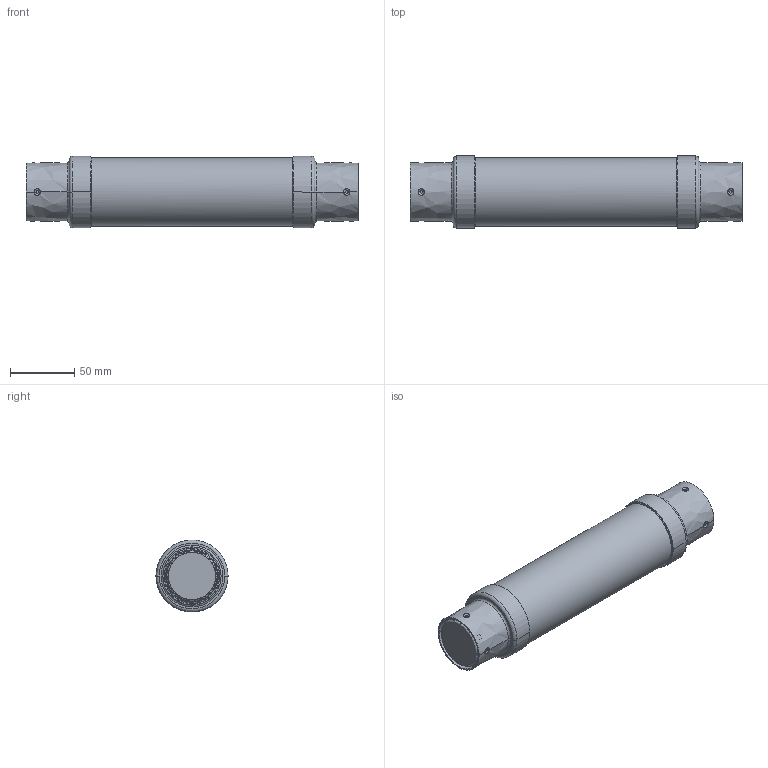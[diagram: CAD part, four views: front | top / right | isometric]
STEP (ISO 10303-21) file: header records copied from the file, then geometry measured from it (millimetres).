
FILE_DESCRIPTION((''),'2;1');
FILE_NAME('7.stp','2025-03-24T04:18:29',('User'),('SDRC'), 'I-DEAS Master Series','UNIX','Yes');
FILE_SCHEMA(('CONFIG_CONTROL_DESIGN', 'GEOMETRIC_VALIDATION_PROPERTIES_MIM','SHAPE_APPEARANCE_LAYER_MIM'));
Length unit declared in the file: millimetre
Assembly tree (6 placements, depth 0):
Bounding box: 258 x 56 x 55.88 mm (x, y, z)
Volume: 388284.4 mm3; surface area: 83741 mm2
Topology: 6 solids, 6 shells, 303 faces, 703 edges, 438 vertices
Faces by surface type: bspline 303
Entity records: 13992 total; most frequent: CARTESIAN_POINT 10459, ORIENTED_EDGE 910, EDGE_CURVE 455, VERTEX_POINT 282, EDGE_LOOP 227, FACE_OUTER_BOUND 203, ADVANCED_FACE 203, B_SPLINE_CURVE_WITH_KNOTS 124
